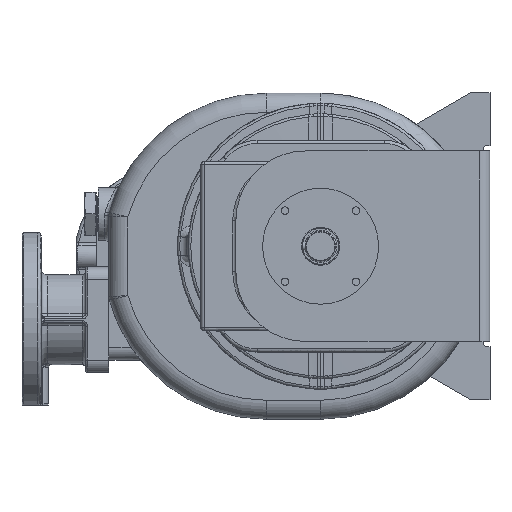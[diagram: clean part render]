
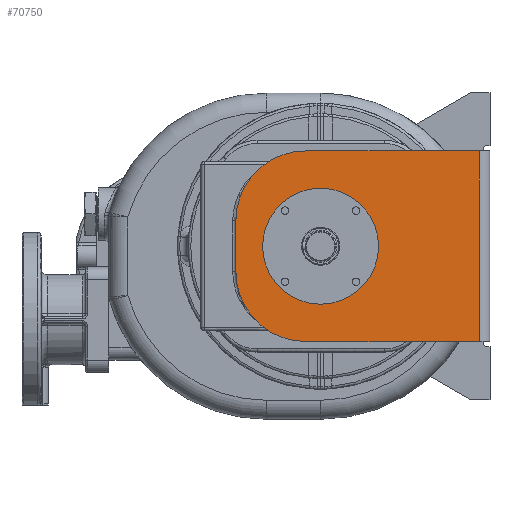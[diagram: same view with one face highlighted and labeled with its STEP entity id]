
A CAD part, left-side view. The second image highlights one B-rep face of the part: STEP entity #70750.
In plain terms, the highlighted planar face has unit normal (-1, 0, 0).
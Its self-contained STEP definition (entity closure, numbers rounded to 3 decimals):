
#24812=DIRECTION('',(0.,0.,1.));
#24813=VECTOR('',#24812,180.);
#24814=CARTESIAN_POINT('',(-370.5,10.,-90.));
#24815=LINE('',#24814,#24813);
#24987=CARTESIAN_POINT('',(-370.5,174.,-24.));
#24988=DIRECTION('',(1.,0.,0.));
#24989=DIRECTION('',(0.,0.,-1.));
#24990=AXIS2_PLACEMENT_3D('',#24987,#24988,#24989);
#24992=DIRECTION('',(0.,0.,1.));
#24993=VECTOR('',#24992,48.);
#24994=CARTESIAN_POINT('',(-370.5,240.,-24.));
#24995=LINE('',#24994,#24993);
#24996=CARTESIAN_POINT('',(-370.5,174.,24.));
#24997=DIRECTION('',(1.,0.,0.));
#24998=DIRECTION('',(0.,1.,0.));
#24999=AXIS2_PLACEMENT_3D('',#24996,#24997,#24998);
#25001=DIRECTION('',(0.,-1.,0.));
#25002=VECTOR('',#25001,164.);
#25003=CARTESIAN_POINT('',(-370.5,174.,90.));
#25004=LINE('',#25003,#25002);
#25005=DIRECTION('',(0.,1.,0.));
#25006=VECTOR('',#25005,164.);
#25007=CARTESIAN_POINT('',(-370.5,10.,-90.));
#25008=LINE('',#25007,#25006);
#25009=CARTESIAN_POINT('',(-370.5,160.,0.));
#25010=DIRECTION('',(-1.,0.,0.));
#25011=DIRECTION('',(0.,0.,-1.));
#25012=AXIS2_PLACEMENT_3D('',#25009,#25010,#25011);
#25014=CARTESIAN_POINT('',(-370.5,160.,0.));
#25015=DIRECTION('',(-1.,0.,0.));
#25016=DIRECTION('',(0.,0.,1.));
#25017=AXIS2_PLACEMENT_3D('',#25014,#25015,#25016);
#35974=CARTESIAN_POINT('',(-370.5,160.,-54.75));
#35975=CARTESIAN_POINT('',(-370.5,160.,54.75));
#35976=VERTEX_POINT('',#35974);
#35977=VERTEX_POINT('',#35975);
#36018=CARTESIAN_POINT('',(-370.5,174.,-90.));
#36020=VERTEX_POINT('',#36018);
#36025=CARTESIAN_POINT('',(-370.5,10.,-90.));
#36026=VERTEX_POINT('',#36025);
#36027=CARTESIAN_POINT('',(-370.5,10.,90.));
#36028=VERTEX_POINT('',#36027);
#36029=CARTESIAN_POINT('',(-370.5,174.,90.));
#36030=VERTEX_POINT('',#36029);
#36073=CARTESIAN_POINT('',(-370.5,240.,-24.));
#36074=VERTEX_POINT('',#36073);
#36075=CARTESIAN_POINT('',(-370.5,240.,24.));
#36076=VERTEX_POINT('',#36075);
#70731=CARTESIAN_POINT('',(-370.5,160.,0.));
#70732=DIRECTION('',(-1.,0.,0.));
#70733=DIRECTION('',(0.,-1.,0.));
#70734=AXIS2_PLACEMENT_3D('',#70731,#70732,#70733);
#70735=PLANE('',#70734);
#70736=ORIENTED_EDGE('',*,*,#70724,.T.);
#70737=ORIENTED_EDGE('',*,*,#70464,.T.);
#70738=ORIENTED_EDGE('',*,*,#70485,.T.);
#70739=ORIENTED_EDGE('',*,*,#70498,.T.);
#70740=ORIENTED_EDGE('',*,*,#70528,.F.);
#70741=ORIENTED_EDGE('',*,*,#70712,.T.);
#70742=EDGE_LOOP('',(#70736,#70737,#70738,#70739,#70740,#70741));
#70743=FACE_OUTER_BOUND('',#70742,.F.);
#70745=ORIENTED_EDGE('',*,*,#70744,.T.);
#70747=ORIENTED_EDGE('',*,*,#70746,.T.);
#70748=EDGE_LOOP('',(#70745,#70747));
#70749=FACE_BOUND('',#70748,.F.);
#70750=ADVANCED_FACE('',(#70743,#70749),#70735,.T.);
#24991=CIRCLE('',#24990,66.);
#25000=CIRCLE('',#24999,66.);
#25013=CIRCLE('',#25012,54.75);
#25018=CIRCLE('',#25017,54.75);
#70464=EDGE_CURVE('',#36074,#36076,#24995,.T.);
#70485=EDGE_CURVE('',#36076,#36030,#25000,.T.);
#70498=EDGE_CURVE('',#36030,#36028,#25004,.T.);
#70528=EDGE_CURVE('',#36026,#36028,#24815,.T.);
#70712=EDGE_CURVE('',#36026,#36020,#25008,.T.);
#70724=EDGE_CURVE('',#36020,#36074,#24991,.T.);
#70744=EDGE_CURVE('',#35976,#35977,#25013,.T.);
#70746=EDGE_CURVE('',#35977,#35976,#25018,.T.);
